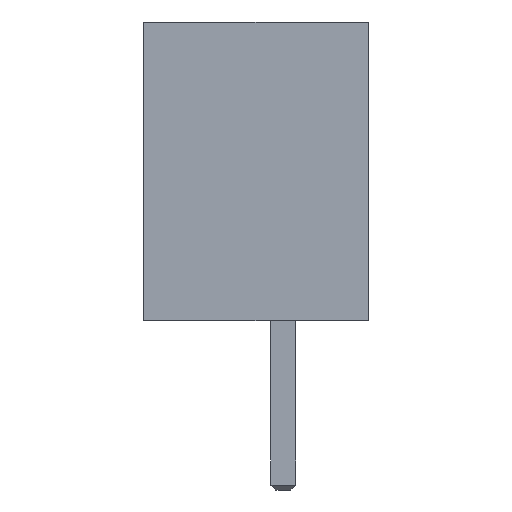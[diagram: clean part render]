
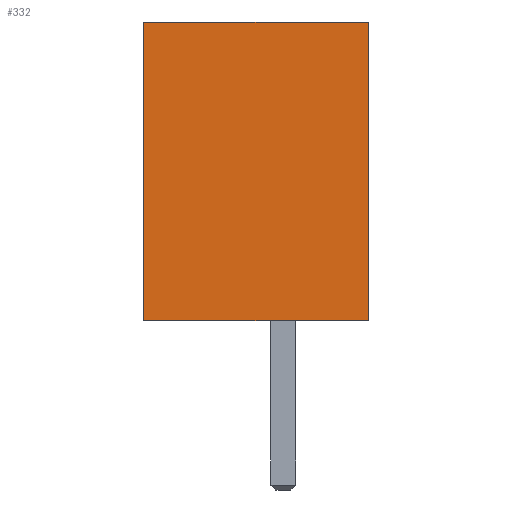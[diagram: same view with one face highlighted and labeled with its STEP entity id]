
A CAD part, left-side view. The second image highlights one B-rep face of the part: STEP entity #332.
In plain terms, the highlighted planar face has unit normal (-1, 0, 0).
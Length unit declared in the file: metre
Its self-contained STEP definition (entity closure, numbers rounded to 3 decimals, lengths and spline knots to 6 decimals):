
#332 = ADVANCED_FACE( '', ( #769 ), #770, .F. );
#769 = FACE_OUTER_BOUND( '', #1324, .T. );
#770 = PLANE( '', #1325 );
#1324 = EDGE_LOOP( '', ( #2140, #2141, #2142, #2143 ) );
#1325 = AXIS2_PLACEMENT_3D( '', #2144, #2145, #2146 );
#2140 = ORIENTED_EDGE( '', *, *, #3368, .T. );
#2141 = ORIENTED_EDGE( '', *, *, #3095, .F. );
#2142 = ORIENTED_EDGE( '', *, *, #3369, .F. );
#2143 = ORIENTED_EDGE( '', *, *, #3370, .T. );
#2144 = CARTESIAN_POINT( '', ( -0.00895, 0.00055, 0.0016 ) );
#2145 = DIRECTION( '', ( 1., 0., 0. ) );
#2146 = DIRECTION( '', ( 0., 0., -1. ) );
#3095 = EDGE_CURVE( '', #3644, #3646, #3647, .T. );
#3368 = EDGE_CURVE( '', #4096, #3646, #4097, .T. );
#3369 = EDGE_CURVE( '', #4098, #3644, #4099, .T. );
#3370 = EDGE_CURVE( '', #4098, #4096, #4100, .T. );
#3644 = VERTEX_POINT( '', #4427 );
#3646 = VERTEX_POINT( '', #4430 );
#3647 = LINE( '', #4431, #4432 );
#4096 = VERTEX_POINT( '', #5101 );
#4097 = LINE( '', #5102, #5103 );
#4098 = VERTEX_POINT( '', #5104 );
#4099 = LINE( '', #5105, #5106 );
#4100 = LINE( '', #5107, #5108 );
#4427 = CARTESIAN_POINT( '', ( -0.00895, -0.0017, 0.006 ) );
#4430 = CARTESIAN_POINT( '', ( -0.00895, -0.0017, 0. ) );
#4431 = CARTESIAN_POINT( '', ( -0.00895, -0.0017, 0.0016 ) );
#4432 = VECTOR( '', #5590, 1. );
#5101 = CARTESIAN_POINT( '', ( -0.00895, 0.0028, 0. ) );
#5102 = CARTESIAN_POINT( '', ( -0.00895, 0.00055, 0. ) );
#5103 = VECTOR( '', #5811, 1. );
#5104 = CARTESIAN_POINT( '', ( -0.00895, 0.0028, 0.006 ) );
#5105 = CARTESIAN_POINT( '', ( -0.00895, 0.00055, 0.006 ) );
#5106 = VECTOR( '', #5812, 1. );
#5107 = CARTESIAN_POINT( '', ( -0.00895, 0.0028, 0.0016 ) );
#5108 = VECTOR( '', #5813, 1. );
#5590 = DIRECTION( '', ( 0., 0., -1. ) );
#5811 = DIRECTION( '', ( 0., -1., 0. ) );
#5812 = DIRECTION( '', ( 0., -1., 0. ) );
#5813 = DIRECTION( '', ( 0., 0., -1. ) );
